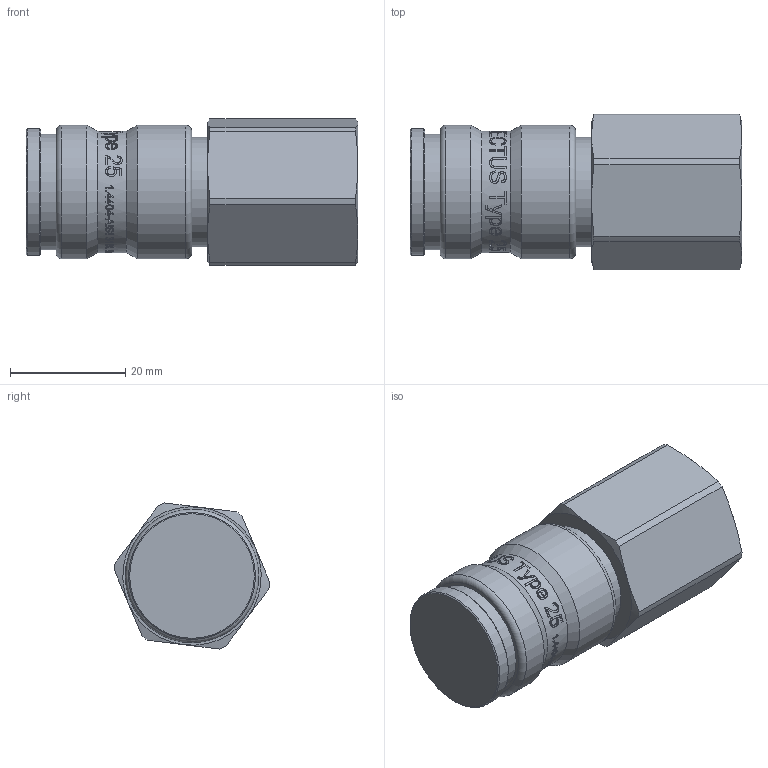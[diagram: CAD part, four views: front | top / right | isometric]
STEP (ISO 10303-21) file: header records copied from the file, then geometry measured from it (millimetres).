
FILE_DESCRIPTION((''),'2;1');
FILE_NAME('25kliw21evx.stp','2014-05-06T10:23:22',('AS035480'),(''),'Autodesk Inventor 2013','Autodesk Inventor 2013','');
FILE_SCHEMA(('AUTOMOTIVE_DESIGN { 1 0 10303 214 1 1 1 1 }'));
Length unit declared in the file: millimetre
Products named in the file (1): D110450
Bounding box: 57.5 x 26.97 x 25.34 mm (x, y, z)
Volume: 20590.1 mm3; surface area: 9193.1 mm2
Topology: 2 solids, 2 shells, 586 faces, 1544 edges, 1021 vertices
Faces by surface type: bspline 255, plane 237, cylinder 72, cone 19, torus 3
Full cylindrical faces by diameter (mm): 16.72 x1, 17.25 x1, 18.631 x1, 18.95 x1, 19.35 x1, 20 x1, 20.05 x1, 21 x1, 22 x1, 23.15 x2
Entity records: 82090 total; most frequent: CARTESIAN_POINT 69121, ORIENTED_EDGE 3038, DIRECTION 1632, EDGE_CURVE 1519, VERTEX_POINT 1018, B_SPLINE_CURVE_WITH_KNOTS 713, EDGE_LOOP 669, VECTOR 596
